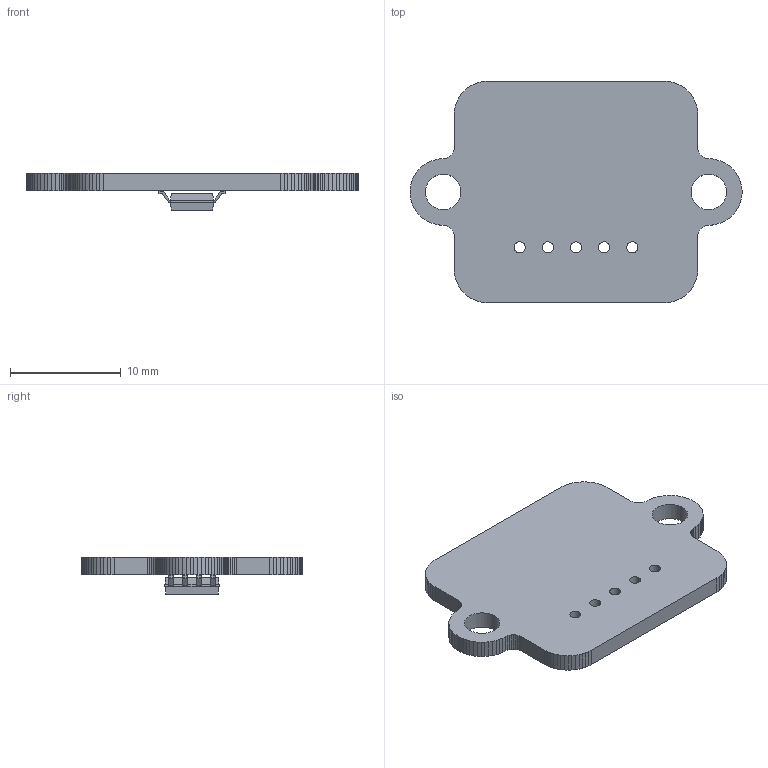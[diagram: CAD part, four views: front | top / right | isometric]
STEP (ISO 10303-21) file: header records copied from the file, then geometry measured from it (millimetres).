
FILE_DESCRIPTION(('KiCad electronic assembly'),'2;1');
FILE_NAME('Motor Encoder Board.step','2023-06-28T22:57:26',('Pcbnew'),( 'Kicad'),'Open CASCADE STEP processor 7.6','KiCad to STEP converter' ,'Unknown');
FILE_SCHEMA(('AUTOMOTIVE_DESIGN { 1 0 10303 214 1 1 1 1 }'));
Length unit declared in the file: millimetre
Products named in the file (4): Motor Encoder Board 1; AS5600L-ASOM; COMPOUND; PCB
Assembly tree (3 placements, depth 3):
  Motor Encoder Board 1
    AS5600L-ASOM
      COMPOUND
    PCB
Bounding box: 29.99 x 20 x 3.38 mm (x, y, z)
Volume: 746.1 mm3; surface area: 1179.7 mm2
Topology: 10 solids, 10 shells, 285 faces, 776 edges, 512 vertices
Faces by surface type: plane 245, cylinder 40
Full cylindrical faces by diameter (mm): 0.487 x1, 1 x5, 3.2 x2
Entity records: 19252 total; most frequent: CARTESIAN_POINT 3489, DIRECTION 2920, LINE 2172, VECTOR 2172, ORIENTED_EDGE 1552, PCURVE 1552, DEFINITIONAL_REPRESENTATION 1552, EDGE_CURVE 776
